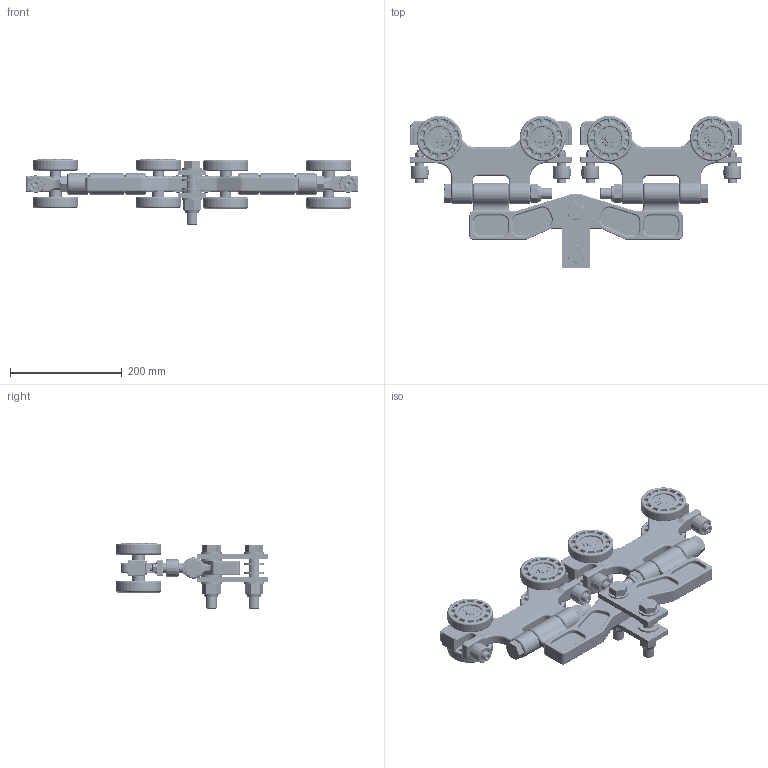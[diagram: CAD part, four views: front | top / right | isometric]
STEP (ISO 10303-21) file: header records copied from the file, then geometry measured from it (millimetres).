
FILE_DESCRIPTION((''),'2;1');
FILE_NAME('25120 ETA-8 DUAL HOIST TROLLEY.stp','2011-03-28T07:29:53',('jholman'),(''),'Autodesk Inventor 2011','Autodesk Inventor 2011','');
FILE_SCHEMA(('AUTOMOTIVE_DESIGN { 1 0 10303 214 1 1 1 1 }'));
Length unit declared in the file: inch
Products named in the file (23): 25120; 3D11ECB4D; 20011; 3D11X4B4D; 3D11JDF4B; 3D11I6B4A; 3D11H6B4A; 3D11ODF4B; 3D11KDF4A; 3D11MDF4A; 3D11LDF4A; 3D11NDF4A; Hex Nut - UNC (Regular Thread - Inch) 3/8 - 16; Hex Cap Screw - Metric M20 x 180; 3D1173G4D; 32045; 3D11HDF4B; 3D11IDF4A; AS 1420 - Metric M10 x 50; 3D11G3B4A; 3D11DCB4B; Hex Bolt - UNC (Regular Thread - Inch) 3/4-10 UNC - 4; 3D11H3B4A
Assembly tree (45 placements, depth 4):
  25120
    3D11ECB4D
    20011  x2
      3D11X4B4D
      3D11JDF4B
      3D11I6B4A
      3D11H6B4A
      3D11ODF4B
        3D11KDF4A
        3D11MDF4A  x2
        3D11LDF4A
        3D11NDF4A
      Hex Nut - UNC (Regular Thread - Inch) 3/8 - 16
      Hex Cap Screw - Metric M20 x 180
      3D1173G4D
      32045
        3D11HDF4B
        3D11IDF4A
      AS 1420 - Metric M10 x 50
    3D11G3B4A  x8
    3D11DCB4B  x2
    Hex Bolt - UNC (Regular Thread - Inch) 3/4-10 UNC - 4  x2
    3D11H3B4A  x2
Bounding box: 593.73 x 272.42 x 116.73 mm (x, y, z)
Volume: 2479112.9 mm3; surface area: 641076.7 mm2
Topology: 77 solids, 81 shells, 9153 faces, 20956 edges, 11487 vertices
Faces by surface type: plane 2387, bspline 2144, torus 1646, cylinder 1508, sphere 912, cone 556
Full cylindrical faces by diameter (mm): 1.016 x16, 1.321 x8, 7.798 x4, 9.525 x16, 9.754 x4, 10 x4, 12.7 x8, 15.875 x4, 15.977 x8, 16 x4, 16.954 x16, 16.993 x8, 17.475 x2, 17.602 x2, 17.78 x4, 17.882 x4, 18.974 x2, 19.05 x19, 19.507 x2, 19.844 x4, 20 x2, 20.638 x4, 22.098 x8, 22.174 x8, 22.225 x14, 26.594 x16, 26.797 x16, 27.7 x2, 28.575 x10, 28.577 x2
Entity records: 60602 total; most frequent: CARTESIAN_POINT 20141, DIRECTION 8457, ORIENTED_EDGE 7936, EDGE_CURVE 3968, AXIS2_PLACEMENT_3D 3633, VERTEX_POINT 2329, EDGE_LOOP 2141, CIRCLE 2004
